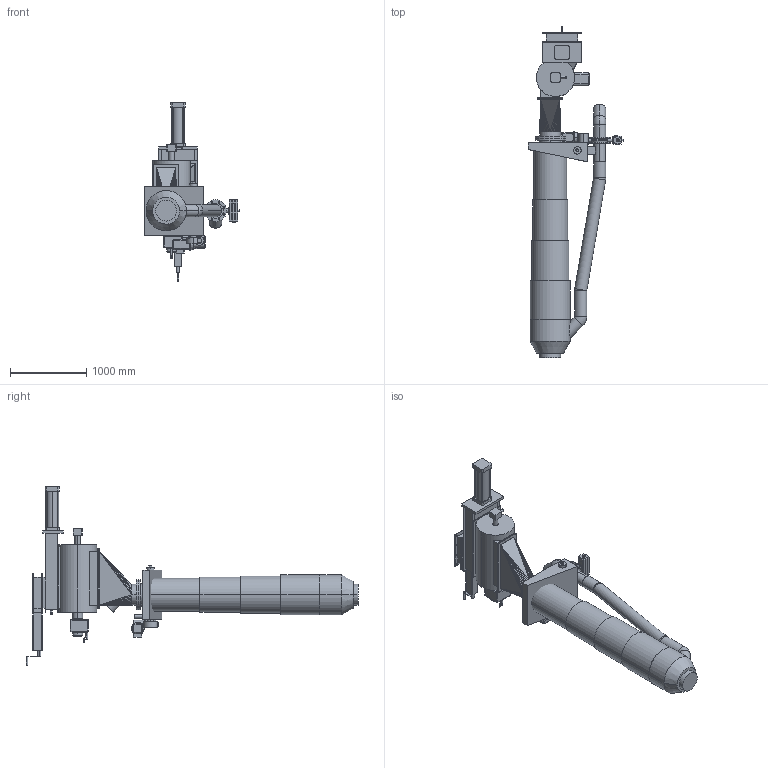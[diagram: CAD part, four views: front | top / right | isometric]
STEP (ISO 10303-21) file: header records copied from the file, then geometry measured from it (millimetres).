
FILE_DESCRIPTION (( 'STEP AP203' ), '1' );
FILE_NAME ('DRY LOADING.STEP', '2022-08-03T07:16:16', ( '' ), ( '' ), 'SwSTEP 2.0', 'SolidWorks 2017', '' );
FILE_SCHEMA (( 'CONFIG_CONTROL_DESIGN' ));
Length unit declared in the file: millimetre
Products named in the file (1): DRY LOADING
Bounding box: 1247 x 4349.5 x 2337 mm (x, y, z)
Surface area: 17769886.2 mm2 (no closed solid volume)
Topology: 0 solids, 28 shells, 1124 faces, 2634 edges, 1586 vertices
Faces by surface type: plane 636, cylinder 389, bspline 50, torus 19, cone 18, sphere 12
Entity records: 37312 total; most frequent: CARTESIAN_POINT 11656, DIRECTION 5350, ORIENTED_EDGE 5212, EDGE_CURVE 2622, AXIS2_PLACEMENT_3D 1834, LINE 1682, VECTOR 1682, VERTEX_POINT 1586
